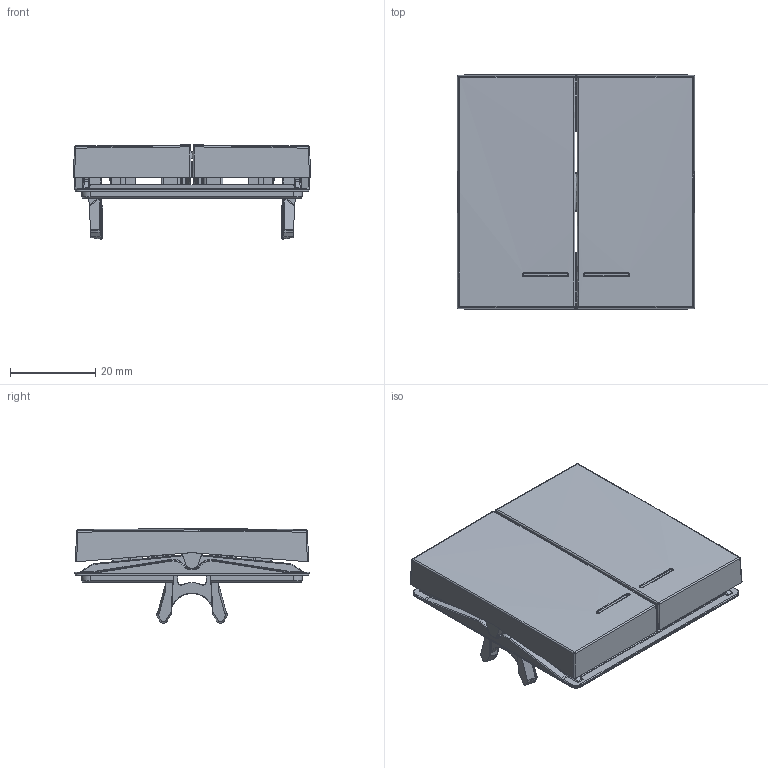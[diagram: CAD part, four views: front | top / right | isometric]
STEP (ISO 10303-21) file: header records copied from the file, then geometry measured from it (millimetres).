
FILE_DESCRIPTION((''),'2;1');
FILE_NAME('WAW2031_GEN_ASM','2025-03-13T09:09:38',('colosir'),(''),'CREO PARAMETRIC BY PTC INC, 2023154','CREO PARAMETRIC BY PTC INC, 2023154','');
FILE_SCHEMA(('CONFIG_CONTROL_DESIGN','SHAPE_APPEARANCE_LAYERS_GROUPS'));
Length unit declared in the file: millimetre
Products named in the file (6): W4G0179_18; W1D1222_GEN; W1A2189_GEN; W1A2280_GEN; W1A2281_99; WAW2031_GEN_ASM
Assembly tree (6 placements, depth 2):
  WAW2031_GEN_ASM
    W4G0179_18
    W1D1222_GEN
    W1A2189_GEN
    W1A2280_GEN
    W1A2281_99  x2
Bounding box: 55.6 x 54.8 x 22.08 mm (x, y, z)
Volume: 14486.3 mm3; surface area: 16522.7 mm2
Topology: 5 solids, 5 shells, 4677 faces, 12336 edges, 7802 vertices
Faces by surface type: plane 2690, cylinder 856, bspline 492, extrusion 263, torus 168, cone 116, sphere 92
Entity records: 167985 total; most frequent: CARTESIAN_POINT 59885, ORIENTED_EDGE 24038, DIRECTION 19646, EDGE_CURVE 12019, VECTOR 8774, LINE 8511, VERTEX_POINT 7630, AXIS2_PLACEMENT_3D 5436
